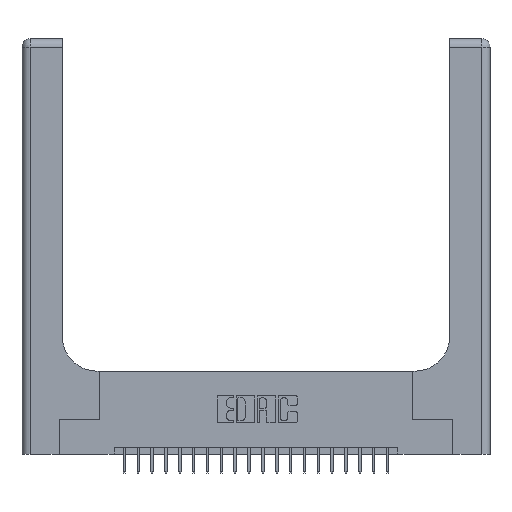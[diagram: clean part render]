
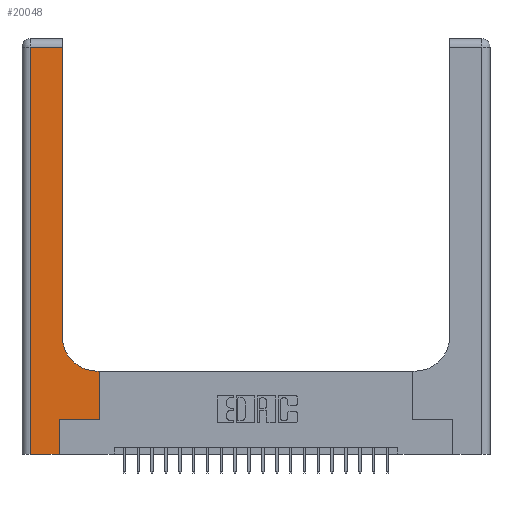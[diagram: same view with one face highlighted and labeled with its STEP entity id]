
A CAD part, top view. The second image highlights one B-rep face of the part: STEP entity #20048.
In plain terms, the highlighted planar face has unit normal (0, 0, 1).
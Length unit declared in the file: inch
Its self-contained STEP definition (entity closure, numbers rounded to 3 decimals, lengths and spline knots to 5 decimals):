
#147 = DIRECTION ( 'NONE',  ( 0., 0., -1. ) ) ;
#343 = ORIENTED_EDGE ( 'NONE', *, *, #6528, .T. ) ;
#477 = CARTESIAN_POINT ( 'NONE',  ( 0., 0., 0.37 ) ) ;
#535 = CARTESIAN_POINT ( 'NONE',  ( 0.2915, 3., 0.37 ) ) ;
#1233 = ORIENTED_EDGE ( 'NONE', *, *, #4126, .T. ) ;
#1272 = AXIS2_PLACEMENT_3D ( 'NONE', #23196, #13884, #6606 ) ;
#1444 = CARTESIAN_POINT ( 'NONE',  ( 0.269, 0., 0.37 ) ) ;
#1749 = DIRECTION ( 'NONE',  ( -1., 0., 0. ) ) ;
#2539 = ORIENTED_EDGE ( 'NONE', *, *, #16108, .T. ) ;
#2887 = ORIENTED_EDGE ( 'NONE', *, *, #20271, .T. ) ;
#3721 = DIRECTION ( 'NONE',  ( -1., 0., 0. ) ) ;
#3904 = CARTESIAN_POINT ( 'NONE',  ( 0.269, 0.25, 0.37 ) ) ;
#4126 = EDGE_CURVE ( 'NONE', #17072, #12277, #8021, .T. ) ;
#4433 = CARTESIAN_POINT ( 'NONE',  ( 0.06, 0., 0.37 ) ) ;
#5069 = CARTESIAN_POINT ( 'NONE',  ( 0.5585, 0.6, 0.37 ) ) ;
#5566 = DIRECTION ( 'NONE',  ( -1., 0., 0. ) ) ;
#6429 = CARTESIAN_POINT ( 'NONE',  ( 0.269, 0.25, 0.37 ) ) ;
#6528 = EDGE_CURVE ( 'NONE', #19427, #13921, #11723, .T. ) ;
#6606 = DIRECTION ( 'NONE',  ( 1., 0., 0. ) ) ;
#6990 = VECTOR ( 'NONE', #15186, 39.37008 ) ;
#7556 = VERTEX_POINT ( 'NONE', #19974 ) ;
#7929 = CARTESIAN_POINT ( 'NONE',  ( 0.2915, 0.6, 0.37 ) ) ;
#8021 = LINE ( 'NONE', #535, #6990 ) ;
#8357 = EDGE_CURVE ( 'NONE', #13867, #23330, #17337, .T. ) ;
#8776 = ORIENTED_EDGE ( 'NONE', *, *, #8357, .T. ) ;
#8868 = LINE ( 'NONE', #23667, #12095 ) ;
#9604 = LINE ( 'NONE', #7929, #20593 ) ;
#9686 = DIRECTION ( 'NONE',  ( 0., -1., 0. ) ) ;
#9759 = CARTESIAN_POINT ( 'NONE',  ( 0., 2.94, 0.37 ) ) ;
#10123 = VECTOR ( 'NONE', #15272, 39.37008 ) ;
#10284 = EDGE_CURVE ( 'NONE', #23330, #19253, #8868, .T. ) ;
#10969 = ORIENTED_EDGE ( 'NONE', *, *, #17718, .T. ) ;
#11446 = CARTESIAN_POINT ( 'NONE',  ( 0.2915, 2.94, 0.37 ) ) ;
#11723 = LINE ( 'NONE', #477, #17892 ) ;
#12095 = VECTOR ( 'NONE', #15178, 39.37008 ) ;
#12277 = VERTEX_POINT ( 'NONE', #11446 ) ;
#12506 = VECTOR ( 'NONE', #5566, 39.37008 ) ;
#12785 = CARTESIAN_POINT ( 'NONE',  ( 0.269, 0., 0.37 ) ) ;
#13560 = VECTOR ( 'NONE', #16661, 39.37008 ) ;
#13584 = LINE ( 'NONE', #15406, #14881 ) ;
#13867 = VERTEX_POINT ( 'NONE', #3904 ) ;
#13884 = DIRECTION ( 'NONE',  ( 0., 0., -1. ) ) ;
#13921 = VERTEX_POINT ( 'NONE', #1444 ) ;
#14058 = EDGE_CURVE ( 'NONE', #13921, #13867, #20331, .T. ) ;
#14325 = FACE_OUTER_BOUND ( 'NONE', #15365, .T. ) ;
#14881 = VECTOR ( 'NONE', #9686, 39.37008 ) ;
#14942 = CARTESIAN_POINT ( 'NONE',  ( 0.5585, 0.25, 0.37 ) ) ;
#15178 = DIRECTION ( 'NONE',  ( 0., 1., 0. ) ) ;
#15186 = DIRECTION ( 'NONE',  ( 0., 1., 0. ) ) ;
#15234 = LINE ( 'NONE', #9759, #12506 ) ;
#15263 = CARTESIAN_POINT ( 'NONE',  ( 0.2915, 0.85, 0.37 ) ) ;
#15272 = DIRECTION ( 'NONE',  ( 1., 0., 0. ) ) ;
#15302 = EDGE_CURVE ( 'NONE', #19253, #16352, #9604, .T. ) ;
#15365 = EDGE_LOOP ( 'NONE', ( #1233, #10969, #2887, #343, #23077, #8776, #22366, #23673, #2539 ) ) ;
#15370 = DIRECTION ( 'NONE',  ( 1., 0., 0. ) ) ;
#15406 = CARTESIAN_POINT ( 'NONE',  ( 0.06, 3., 0.37 ) ) ;
#16108 = EDGE_CURVE ( 'NONE', #16352, #17072, #17891, .T. ) ;
#16352 = VERTEX_POINT ( 'NONE', #17020 ) ;
#16661 = DIRECTION ( 'NONE',  ( 0., 1., 0. ) ) ;
#17020 = CARTESIAN_POINT ( 'NONE',  ( 0.5415, 0.6, 0.37 ) ) ;
#17072 = VERTEX_POINT ( 'NONE', #15263 ) ;
#17337 = LINE ( 'NONE', #6429, #10123 ) ;
#17718 = EDGE_CURVE ( 'NONE', #12277, #7556, #15234, .T. ) ;
#17891 = CIRCLE ( 'NONE', #1272, 0.25 ) ;
#17892 = VECTOR ( 'NONE', #15370, 39.37008 ) ;
#19253 = VERTEX_POINT ( 'NONE', #5069 ) ;
#19427 = VERTEX_POINT ( 'NONE', #4433 ) ;
#19974 = CARTESIAN_POINT ( 'NONE',  ( 0.06, 2.94, 0.37 ) ) ;
#20048 = ADVANCED_FACE ( 'NONE', ( #14325 ), #21742, .F. ) ;
#20271 = EDGE_CURVE ( 'NONE', #7556, #19427, #13584, .T. ) ;
#20331 = LINE ( 'NONE', #12785, #13560 ) ;
#20593 = VECTOR ( 'NONE', #3721, 39.37008 ) ;
#21742 = PLANE ( 'NONE',  #23356 ) ;
#21978 = CARTESIAN_POINT ( 'NONE',  ( 0., 3., 0.37 ) ) ;
#22366 = ORIENTED_EDGE ( 'NONE', *, *, #10284, .T. ) ;
#23077 = ORIENTED_EDGE ( 'NONE', *, *, #14058, .T. ) ;
#23196 = CARTESIAN_POINT ( 'NONE',  ( 0.5415, 0.85, 0.37 ) ) ;
#23330 = VERTEX_POINT ( 'NONE', #14942 ) ;
#23356 = AXIS2_PLACEMENT_3D ( 'NONE', #21978, #147, #1749 ) ;
#23667 = CARTESIAN_POINT ( 'NONE',  ( 0.5585, 0.25, 0.37 ) ) ;
#23673 = ORIENTED_EDGE ( 'NONE', *, *, #15302, .T. ) ;
